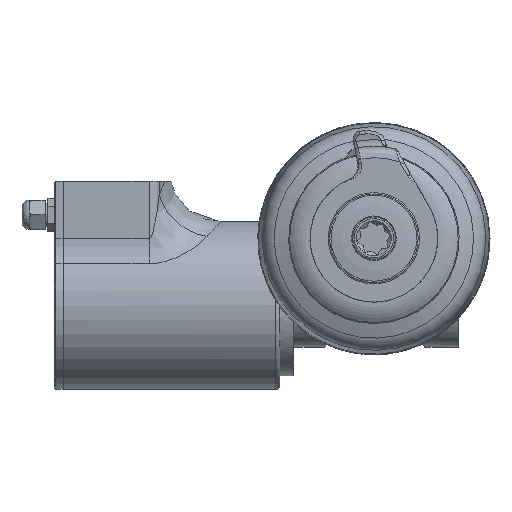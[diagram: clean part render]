
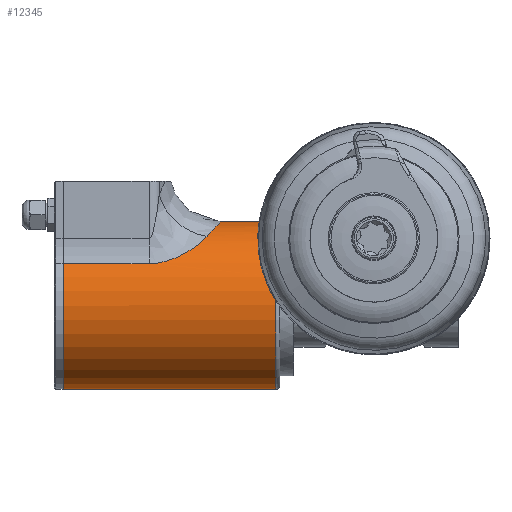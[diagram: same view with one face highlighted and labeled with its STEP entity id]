
A CAD part, top view. The second image highlights one B-rep face of the part: STEP entity #12345.
In plain terms, the highlighted cylindrical face has radius 62.5 mm (diameter 125 mm), a full revolution.
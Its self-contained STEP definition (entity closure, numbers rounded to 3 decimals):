
#481=LINE('',#22934,#1178);
#482=LINE('',#22970,#1179);
#1178=VECTOR('',#15517,63.955);
#1179=VECTOR('',#15518,63.955);
#1858=B_SPLINE_CURVE_WITH_KNOTS('',3,(#22936,#22937,#22938,#22939,#22940,
#22941,#22942,#22943,#22944,#22945),.UNSPECIFIED.,.F.,.F.,(4,1,1,1,1,1,
1,4),(0.,4.664,9.327,18.655,
27.982,46.637,51.301,65.292),
 .UNSPECIFIED.);
#1859=B_SPLINE_CURVE_WITH_KNOTS('',3,(#22947,#22948,#22949,#22950,#22951,
#22952,#22953,#22954,#22955,#22956,#22957,#22958),.UNSPECIFIED.,.F.,.F.,
(4,1,1,1,1,1,1,1,1,4),(0.,17.658,35.317,
44.146,52.975,70.634,79.463,92.706,
105.95,123.609),.UNSPECIFIED.);
#1860=B_SPLINE_CURVE_WITH_KNOTS('',3,(#22960,#22961,#22962,#22963,#22964,
#22965,#22966,#22967,#22968,#22969),.UNSPECIFIED.,.F.,.F.,(4,1,1,1,1,1,
1,4),(0.,18.64,27.96,37.28,
46.6,55.921,60.581,65.241),
 .UNSPECIFIED.);
#2382=FACE_BOUND('',#3510,.T.);
#2626=FACE_OUTER_BOUND('',#3509,.T.);
#3509=EDGE_LOOP('',(#9094,#9095,#9096,#9097,#9098,#9099));
#3510=EDGE_LOOP('',(#9100));
#4356=CIRCLE('',#13343,62.5);
#4357=CIRCLE('',#13345,62.5);
#5395=VERTEX_POINT('',#22927);
#5396=VERTEX_POINT('',#22930);
#5397=VERTEX_POINT('',#22931);
#5398=VERTEX_POINT('',#22933);
#5399=VERTEX_POINT('',#22935);
#5400=VERTEX_POINT('',#22946);
#5401=VERTEX_POINT('',#22959);
#6731=EDGE_CURVE('',#5395,#5395,#4356,.T.);
#6732=EDGE_CURVE('',#5396,#5397,#4357,.T.);
#6733=EDGE_CURVE('',#5397,#5398,#481,.T.);
#6734=EDGE_CURVE('',#5398,#5399,#1858,.T.);
#6735=EDGE_CURVE('',#5399,#5400,#1859,.T.);
#6736=EDGE_CURVE('',#5400,#5401,#1860,.T.);
#6737=EDGE_CURVE('',#5401,#5396,#482,.T.);
#9094=ORIENTED_EDGE('',*,*,#6732,.T.);
#9095=ORIENTED_EDGE('',*,*,#6733,.T.);
#9096=ORIENTED_EDGE('',*,*,#6734,.T.);
#9097=ORIENTED_EDGE('',*,*,#6735,.T.);
#9098=ORIENTED_EDGE('',*,*,#6736,.T.);
#9099=ORIENTED_EDGE('',*,*,#6737,.T.);
#9100=ORIENTED_EDGE('',*,*,#6731,.F.);
#11913=CYLINDRICAL_SURFACE('',#13344,62.5);
#12345=ADVANCED_FACE('',(#2626,#2382),#11913,.T.);
#13343=AXIS2_PLACEMENT_3D('',#22928,#15511,#15512);
#13344=AXIS2_PLACEMENT_3D('',#22929,#15513,#15514);
#13345=AXIS2_PLACEMENT_3D('',#22932,#15515,#15516);
#15511=DIRECTION('center_axis',(1.,0.,0.));
#15512=DIRECTION('ref_axis',(0.,1.,0.));
#15513=DIRECTION('center_axis',(1.,0.,0.));
#15514=DIRECTION('ref_axis',(0.,1.,0.));
#15515=DIRECTION('center_axis',(1.,0.,0.));
#15516=DIRECTION('ref_axis',(0.,-1.,0.));
#15517=DIRECTION('',(1.,0.,0.));
#15518=DIRECTION('',(-1.,0.,0.));
#22927=CARTESIAN_POINT('',(-73.,13.,-126.4));
#22928=CARTESIAN_POINT('Origin',(-73.,-49.5,-126.4));
#22929=CARTESIAN_POINT('Origin',(-70.,-49.5,-126.4));
#22930=CARTESIAN_POINT('',(-231.4,-18.482,-72.14));
#22931=CARTESIAN_POINT('',(-231.4,-18.482,-180.66));
#22932=CARTESIAN_POINT('Origin',(-231.4,-49.5,-126.4));
#22933=CARTESIAN_POINT('',(-167.445,-18.482,-180.66));
#22934=CARTESIAN_POINT('',(-70.,-18.482,-180.66));
#22935=CARTESIAN_POINT('',(-124.347,1.833,-162.053));
#22936=CARTESIAN_POINT('Ctrl Pts',(-167.445,-18.482,
-180.66));
#22937=CARTESIAN_POINT('Ctrl Pts',(-165.89,-18.482,
-180.66));
#22938=CARTESIAN_POINT('Ctrl Pts',(-162.75,-18.306,
-180.56));
#22939=CARTESIAN_POINT('Ctrl Pts',(-156.758,-17.316,-179.985));
#22940=CARTESIAN_POINT('Ctrl Pts',(-149.981,-15.19,
-178.679));
#22941=CARTESIAN_POINT('Ctrl Pts',(-140.697,-10.907,
-175.701));
#22942=CARTESIAN_POINT('Ctrl Pts',(-134.134,-6.679,
-172.094));
#22943=CARTESIAN_POINT('Ctrl Pts',(-128.123,-2.021,
-167.16));
#22944=CARTESIAN_POINT('Ctrl Pts',(-125.714,0.251,
-164.331));
#22945=CARTESIAN_POINT('Ctrl Pts',(-124.347,1.833,-162.053));
#22946=CARTESIAN_POINT('',(-124.347,1.833,-90.747));
#22947=CARTESIAN_POINT('Ctrl Pts',(-124.347,1.833,-162.053));
#22948=CARTESIAN_POINT('Ctrl Pts',(-122.622,3.83,-159.179));
#22949=CARTESIAN_POINT('Ctrl Pts',(-119.389,7.407,-152.99));
#22950=CARTESIAN_POINT('Ctrl Pts',(-116.412,10.528,-144.455));
#22951=CARTESIAN_POINT('Ctrl Pts',(-114.874,12.111,-137.367));
#22952=CARTESIAN_POINT('Ctrl Pts',(-113.914,13.088,-130.043));
#22953=CARTESIAN_POINT('Ctrl Pts',(-113.928,13.074,-122.621));
#22954=CARTESIAN_POINT('Ctrl Pts',(-115.001,11.981,-114.473));
#22955=CARTESIAN_POINT('Ctrl Pts',(-116.714,10.217,-107.365));
#22956=CARTESIAN_POINT('Ctrl Pts',(-119.807,6.945,-99.02));
#22957=CARTESIAN_POINT('Ctrl Pts',(-122.622,3.83,-93.621));
#22958=CARTESIAN_POINT('Ctrl Pts',(-124.347,1.833,-90.747));
#22959=CARTESIAN_POINT('',(-167.445,-18.482,-72.14));
#22960=CARTESIAN_POINT('Ctrl Pts',(-124.347,1.833,-90.747));
#22961=CARTESIAN_POINT('Ctrl Pts',(-126.168,-0.274,
-87.712));
#22962=CARTESIAN_POINT('Ctrl Pts',(-130.074,-3.763,
-83.574));
#22963=CARTESIAN_POINT('Ctrl Pts',(-136.96,-8.493,
-79.158));
#22964=CARTESIAN_POINT('Ctrl Pts',(-143.031,-11.991,
-76.346));
#22965=CARTESIAN_POINT('Ctrl Pts',(-150.033,-15.207,-74.109));
#22966=CARTESIAN_POINT('Ctrl Pts',(-156.767,-17.316,
-72.815));
#22967=CARTESIAN_POINT('Ctrl Pts',(-162.765,-18.309,
-72.239));
#22968=CARTESIAN_POINT('Ctrl Pts',(-165.892,-18.482,
-72.14));
#22969=CARTESIAN_POINT('Ctrl Pts',(-167.445,-18.482,-72.14));
#22970=CARTESIAN_POINT('',(-70.,-18.482,-72.14));
